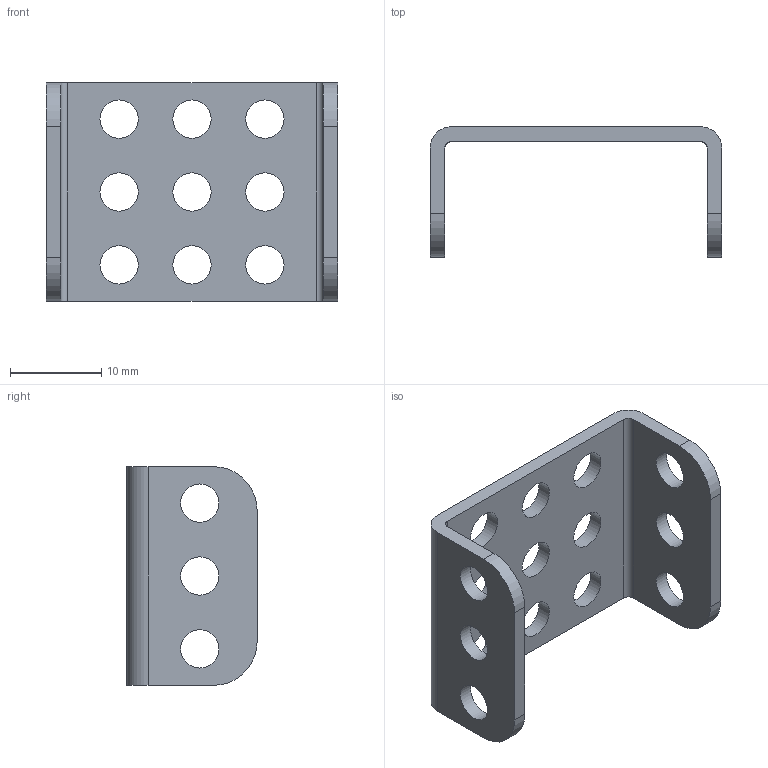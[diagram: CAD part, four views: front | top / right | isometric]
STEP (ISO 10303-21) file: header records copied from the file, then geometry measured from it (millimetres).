
FILE_DESCRIPTION(/* description */ (''),/* implementation_level */ '2;1');
FILE_NAME(/* name */ 'Matrix_05-0303.ipt.stp',/* time_stamp */ '2014-12-18T17:42:15-08:00',/* author */ ('Autodesk Inc.'),/* organization */ ('Autodesk Inc.'),/* preprocessor_version */ 'ST-DEVELOPER v15.6',/* originating_system */ 'Autodesk Inventor 2015',/* authorisation */ '');
FILE_SCHEMA (('AUTOMOTIVE_DESIGN { 1 0 10303 214 3 1 1 }'));
Length unit declared in the file: millimetre
Products named in the file (1): Matrix_05-0303
Bounding box: 32 x 14.3 x 24 mm (x, y, z)
Volume: 1789.2 mm3; surface area: 2796.3 mm2
Topology: 1 solids, 1 shells, 33 faces, 93 edges, 62 vertices
Faces by surface type: cylinder 23, plane 10
Full cylindrical faces by diameter (mm): 4.2 x15
Entity records: 1102 total; most frequent: DIRECTION 192, CARTESIAN_POINT 174, ORIENTED_EDGE 156, AXIS2_PLACEMENT_3D 80, EDGE_LOOP 78, EDGE_CURVE 78, VERTEX_POINT 62, CIRCLE 46
